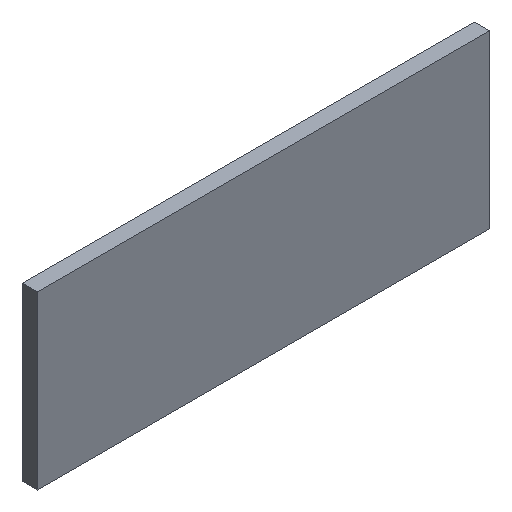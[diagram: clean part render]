
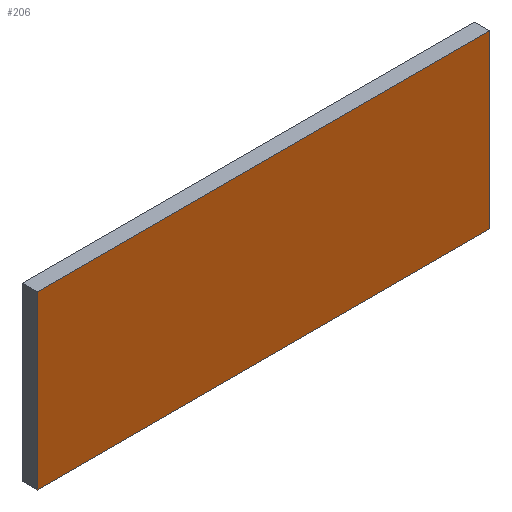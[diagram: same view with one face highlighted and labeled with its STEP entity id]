
A CAD part, isometric view. The second image highlights one B-rep face of the part: STEP entity #206.
In plain terms, the highlighted planar face has unit normal (0, -1, 0).
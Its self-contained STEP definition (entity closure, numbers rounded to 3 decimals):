
#3 = EDGE_CURVE ( 'NONE', #121, #139, #155, .T. ) ;
#9 = VECTOR ( 'NONE', #196, 1000. ) ;
#12 = VECTOR ( 'NONE', #289, 1000. ) ;
#29 = FACE_OUTER_BOUND ( 'NONE', #211, .T. ) ;
#39 = CARTESIAN_POINT ( 'NONE',  ( -350.046, 161.762, 252.529 ) ) ;
#45 = DIRECTION ( 'NONE',  ( 0., 0., -1. ) ) ;
#47 = CARTESIAN_POINT ( 'NONE',  ( 841.954, 161.762, 252.529 ) ) ;
#56 = EDGE_CURVE ( 'NONE', #139, #60, #110, .T. ) ;
#58 = VERTEX_POINT ( 'NONE', #292 ) ;
#60 = VERTEX_POINT ( 'NONE', #174 ) ;
#65 = PLANE ( 'NONE',  #288 ) ;
#68 = LINE ( 'NONE', #39, #12 ) ;
#85 = CARTESIAN_POINT ( 'NONE',  ( 245.954, 161.762, 26.529 ) ) ;
#86 = ORIENTED_EDGE ( 'NONE', *, *, #239, .F. ) ;
#88 = ORIENTED_EDGE ( 'NONE', *, *, #284, .F. ) ;
#95 = VECTOR ( 'NONE', #241, 1000. ) ;
#110 = LINE ( 'NONE', #47, #135 ) ;
#121 = VERTEX_POINT ( 'NONE', #225 ) ;
#129 = LINE ( 'NONE', #237, #95 ) ;
#135 = VECTOR ( 'NONE', #45, 1000. ) ;
#139 = VERTEX_POINT ( 'NONE', #164 ) ;
#141 = DIRECTION ( 'NONE',  ( 0., 0., -1. ) ) ;
#155 = LINE ( 'NONE', #218, #9 ) ;
#164 = CARTESIAN_POINT ( 'NONE',  ( 841.954, 161.762, 252.529 ) ) ;
#174 = CARTESIAN_POINT ( 'NONE',  ( 841.954, 161.762, -199.471 ) ) ;
#194 = ORIENTED_EDGE ( 'NONE', *, *, #3, .F. ) ;
#196 = DIRECTION ( 'NONE',  ( 1., 0., 0. ) ) ;
#199 = ORIENTED_EDGE ( 'NONE', *, *, #56, .F. ) ;
#206 = ADVANCED_FACE ( 'NONE', ( #29 ), #65, .T. ) ;
#210 = DIRECTION ( 'NONE',  ( 0., -1., 0. ) ) ;
#211 = EDGE_LOOP ( 'NONE', ( #199, #194, #86, #88 ) ) ;
#218 = CARTESIAN_POINT ( 'NONE',  ( -350.046, 161.762, 252.529 ) ) ;
#225 = CARTESIAN_POINT ( 'NONE',  ( -350.046, 161.762, 252.529 ) ) ;
#237 = CARTESIAN_POINT ( 'NONE',  ( -350.046, 161.762, -199.471 ) ) ;
#239 = EDGE_CURVE ( 'NONE', #58, #121, #68, .T. ) ;
#241 = DIRECTION ( 'NONE',  ( -1., 0., 0. ) ) ;
#284 = EDGE_CURVE ( 'NONE', #60, #58, #129, .T. ) ;
#288 = AXIS2_PLACEMENT_3D ( 'NONE', #85, #210, #141 ) ;
#289 = DIRECTION ( 'NONE',  ( 0., 0., 1. ) ) ;
#292 = CARTESIAN_POINT ( 'NONE',  ( -350.046, 161.762, -199.471 ) ) ;
